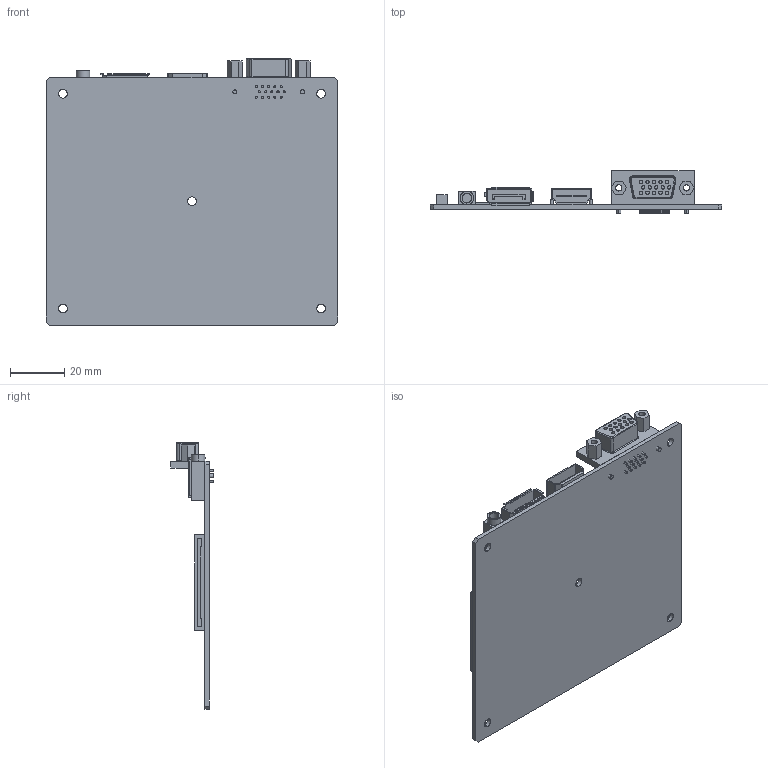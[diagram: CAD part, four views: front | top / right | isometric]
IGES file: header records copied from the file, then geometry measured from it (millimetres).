
Start section: SolidWorks IGES file using analytic representation for surfaces
Global section: file name: Assy PCB ALT-1920 200527.IGS; native system: SolidWorks 2020; preprocessor: SolidWorks 2020; author: MH2; date: 200527.153357; units: inch
Bounding box: 107.44 x 15.55 x 98.47 mm (x, y, z)
Surface area: 27220.1 mm2 (no closed solid volume)
Topology: 0 solids, 0 shells, 303 faces, 3060 edges, 3060 vertices
Faces by surface type: bspline 194, revolution 109
